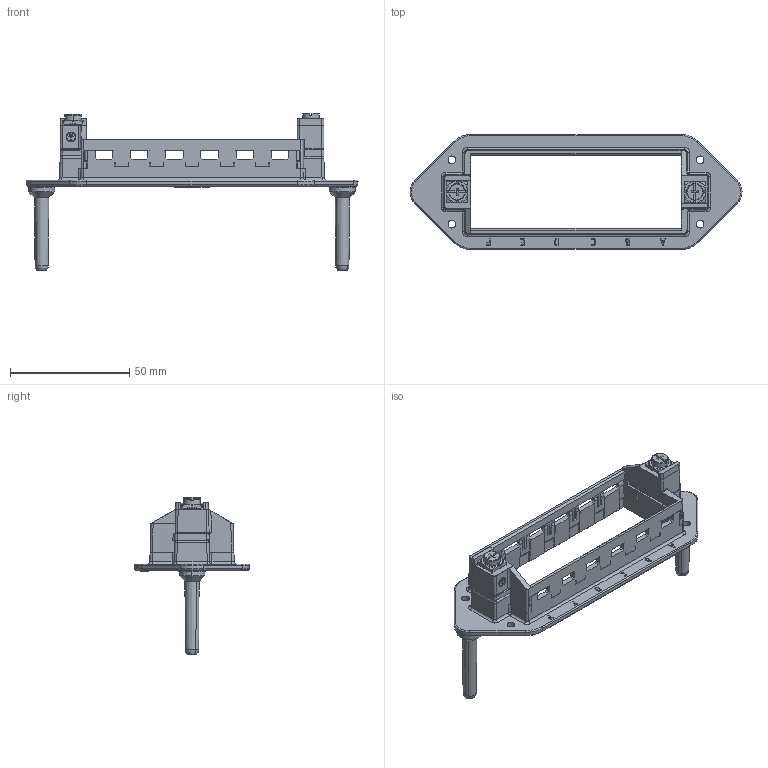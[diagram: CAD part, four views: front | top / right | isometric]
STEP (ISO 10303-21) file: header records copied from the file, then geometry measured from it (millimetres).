
FILE_DESCRIPTION((''),'2;1');
FILE_NAME('PRT0001','2020-09-27T',('yaling.ye'),(''),'PRO/ENGINEER BY PARAMETRIC TECHNOLOGY CORPORATION, 2012480','PRO/ENGINEER BY PARAMETRIC TECHNOLOGY CORPORATION, 2012480','');
FILE_SCHEMA(('CONFIG_CONTROL_DESIGN'));
Products named in the file (1): PRT0001
Bounding box: 139.1 x 48.1 x 66 mm (x, y, z)
Volume: 22802.9 mm3; surface area: 21497.8 mm2
Topology: 1 solids, 1 shells, 1402 faces, 4028 edges, 2619 vertices
Faces by surface type: plane 931, cylinder 272, cone 59, bspline 53, extrusion 39, torus 36, sphere 12
Entity records: 53638 total; most frequent: CARTESIAN_POINT 17840, ORIENTED_EDGE 8032, DIRECTION 6605, EDGE_CURVE 4016, VECTOR 2777, LINE 2738, VERTEX_POINT 2619, AXIS2_PLACEMENT_3D 1914
